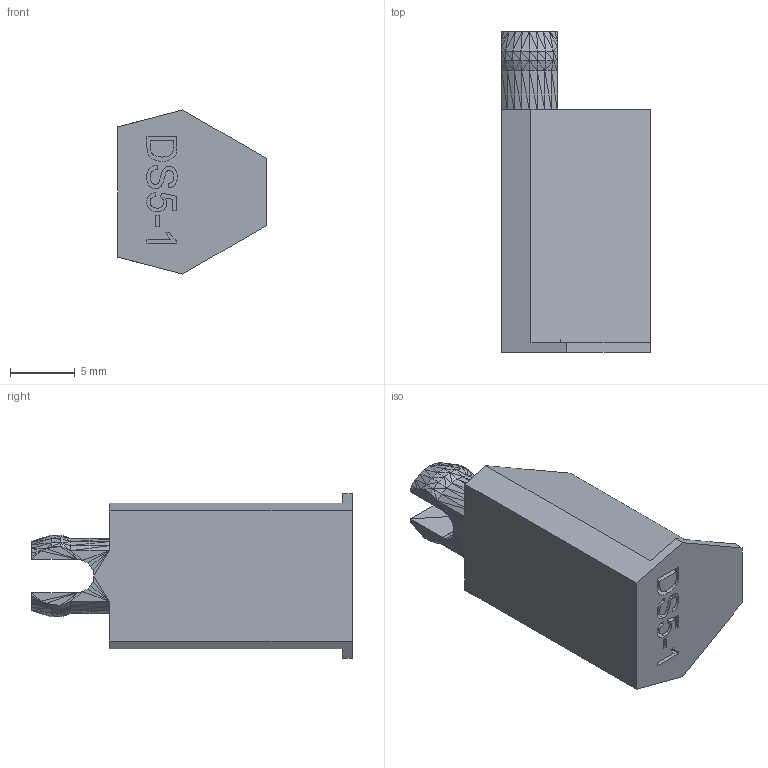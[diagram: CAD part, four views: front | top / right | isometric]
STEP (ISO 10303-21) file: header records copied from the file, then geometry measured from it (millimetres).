
FILE_DESCRIPTION (( 'STEP AP214' ), '1' );
FILE_NAME ('drive_shaft_5-1.step', '2023-09-10T04:57:13', ( '' ), ( '' ), 'SwSTEP 2.0', 'SolidWorks 2023', '' );
FILE_SCHEMA (( 'AUTOMOTIVE_DESIGN' ));
Length unit declared in the file: millimetre
Products named in the file (1): drive_shaft_5-1
Bounding box: 11.5 x 24.75 x 12.67 mm (x, y, z)
Volume: 1582.7 mm3; surface area: 1083.3 mm2
Topology: 1 solids, 1 shells, 318 faces, 576 edges, 266 vertices
Faces by surface type: plane 285, bspline 33
Entity records: 8865 total; most frequent: CARTESIAN_POINT 3106, ORIENTED_EDGE 1152, DIRECTION 1082, EDGE_CURVE 576, LINE 510, VECTOR 510, EDGE_LOOP 324, FACE_OUTER_BOUND 318
